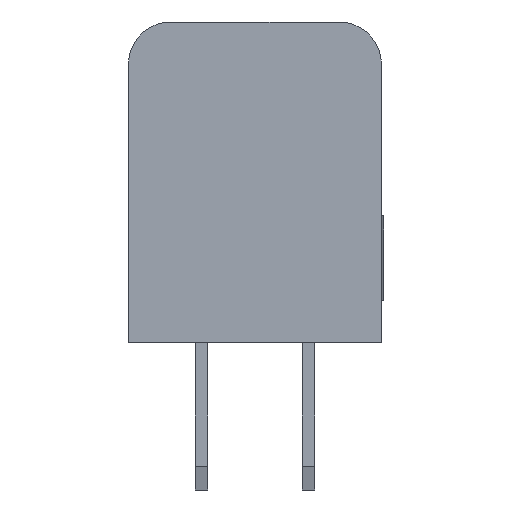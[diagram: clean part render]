
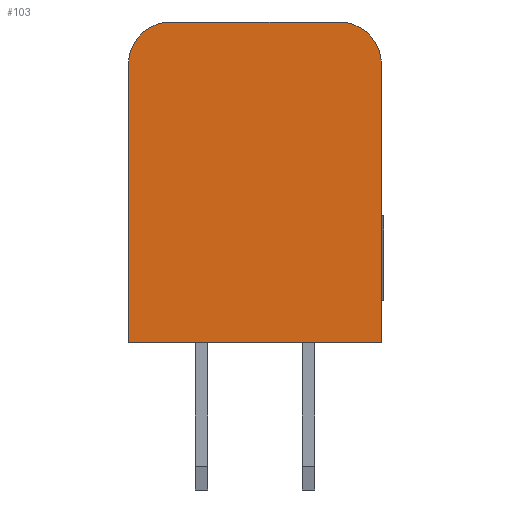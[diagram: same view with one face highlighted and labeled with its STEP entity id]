
A CAD part, left-side view. The second image highlights one B-rep face of the part: STEP entity #103.
In plain terms, the highlighted planar face has unit normal (-1, 0, 0).
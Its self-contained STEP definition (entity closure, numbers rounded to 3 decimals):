
#103=ADVANCED_FACE('',(#11599),#11601,.T.);
#11599=FACE_BOUND('',#11600,.T.);
#11600=EDGE_LOOP('',(#20958,#20959,#20960,#20961,#20962,#20963));
#11601=PLANE('',#11602);
#11602=AXIS2_PLACEMENT_3D('',#11603,#11604,#11605);
#11603=CARTESIAN_POINT('',(-3.82,0.,0.));
#11604=DIRECTION('',(-1.,0.,0.));
#11605=DIRECTION('',(0.,0.,1.));
#20958=ORIENTED_EDGE('',*,*,#27521,.F.);
#20959=ORIENTED_EDGE('',*,*,#27522,.T.);
#20960=ORIENTED_EDGE('',*,*,#27523,.T.);
#20961=ORIENTED_EDGE('',*,*,#27443,.T.);
#20962=ORIENTED_EDGE('',*,*,#27520,.F.);
#20963=ORIENTED_EDGE('',*,*,#27524,.T.);
#27443=EDGE_CURVE('',#30730,#30728,#30731,.T.);
#27520=EDGE_CURVE('',#30878,#30728,#30880,.F.);
#27521=EDGE_CURVE('',#30881,#30882,#30883,.F.);
#27522=EDGE_CURVE('',#30881,#30884,#30885,.T.);
#27523=EDGE_CURVE('',#30884,#30730,#30886,.T.);
#27524=EDGE_CURVE('',#30878,#30882,#30887,.T.);
#30728=VERTEX_POINT('',#36203);
#30730=VERTEX_POINT('',#36207);
#30731=LINE('',#36208,#36209);
#30878=VERTEX_POINT('',#36568);
#30880=CIRCLE('',#36572,1.);
#30881=VERTEX_POINT('',#36576);
#30882=VERTEX_POINT('',#36577);
#30883=CIRCLE('',#36578,1.);
#30884=VERTEX_POINT('',#36582);
#30885=LINE('',#36583,#36584);
#30886=LINE('',#36586,#36587);
#30887=LINE('',#36589,#36590);
#36203=CARTESIAN_POINT('',(-3.82,-1.73,6.6));
#36207=CARTESIAN_POINT('',(-3.82,-1.73,0.));
#36208=CARTESIAN_POINT('',(-3.82,-1.73,0.));
#36209=VECTOR('',#36210,1.);
#36210=DIRECTION('',(0.,0.,1.));
#36568=CARTESIAN_POINT('',(-3.82,-0.73,7.6));
#36572=AXIS2_PLACEMENT_3D('',#36573,#36574,#36575);
#36573=CARTESIAN_POINT('',(-3.82,-0.73,6.6));
#36574=DIRECTION('',(-1.,0.,0.));
#36575=DIRECTION('',(0.,-1.,0.));
#36576=CARTESIAN_POINT('',(-3.82,4.27,6.6));
#36577=CARTESIAN_POINT('',(-3.82,3.27,7.6));
#36578=AXIS2_PLACEMENT_3D('',#36579,#36580,#36581);
#36579=CARTESIAN_POINT('',(-3.82,3.27,6.6));
#36580=DIRECTION('',(-1.,0.,0.));
#36581=DIRECTION('',(0.,0.,1.));
#36582=CARTESIAN_POINT('',(-3.82,4.27,0.));
#36583=CARTESIAN_POINT('',(-3.82,4.27,6.6));
#36584=VECTOR('',#36585,1.);
#36585=DIRECTION('',(0.,0.,-1.));
#36586=CARTESIAN_POINT('',(-3.82,4.27,0.));
#36587=VECTOR('',#36588,1.);
#36588=DIRECTION('',(0.,-1.,0.));
#36589=CARTESIAN_POINT('',(-3.82,-0.73,7.6));
#36590=VECTOR('',#36591,1.);
#36591=DIRECTION('',(0.,1.,0.));
